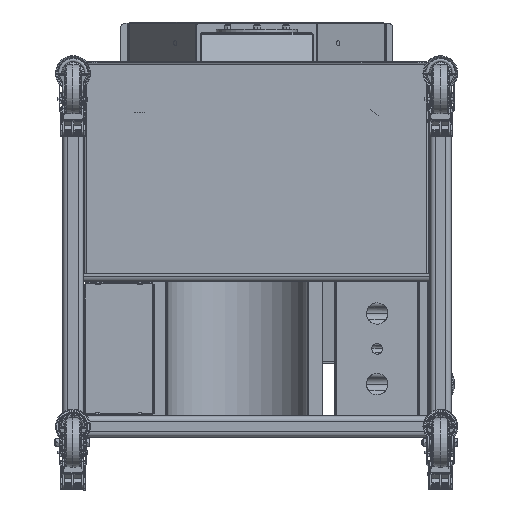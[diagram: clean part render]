
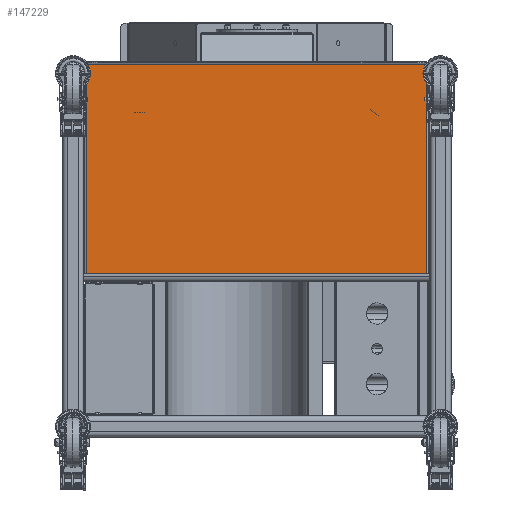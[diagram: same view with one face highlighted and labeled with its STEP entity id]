
A CAD part, front view. The second image highlights one B-rep face of the part: STEP entity #147229.
In plain terms, the highlighted planar face has unit normal (0, -1, 0).
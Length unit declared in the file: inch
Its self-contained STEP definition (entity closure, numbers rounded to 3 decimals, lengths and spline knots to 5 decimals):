
#16589 = EDGE_LOOP ( 'NONE', ( #58272, #185803, #113000, #226254 ) ) ;
#23310 = DIRECTION ( 'NONE',  ( 1., 0., 0. ) ) ;
#31031 = EDGE_CURVE ( 'Defeatured_313_2+Defeatured_313_7+Defeatured_313_5+Defeatured_313_4', #142569, #136983, #264457, .T. ) ;
#41294 = DIRECTION ( 'NONE',  ( 0., -1., 0. ) ) ;
#48026 = VECTOR ( 'NONE', #58533, 39.37008 ) ;
#55285 = CARTESIAN_POINT ( 'NONE',  ( -10.26848, -1.2097, -1.58259 ) ) ;
#58272 = ORIENTED_EDGE ( 'NONE', *, *, #171867, .T. ) ;
#58533 = DIRECTION ( 'NONE',  ( 0., 0., -1. ) ) ;
#65551 = CARTESIAN_POINT ( 'NONE',  ( 13.79402, -1.2097, -1.58259 ) ) ;
#69379 = VECTOR ( 'NONE', #23310, 39.37008 ) ;
#74511 = LINE ( 'NONE', #133854, #194185 ) ;
#74866 = VERTEX_POINT ( 'NONE', #178944 ) ;
#76374 = PLANE ( 'NONE',  #212828 ) ;
#77728 = DIRECTION ( 'NONE',  ( 0., 0., -1. ) ) ;
#99241 = FACE_OUTER_BOUND ( 'NONE', #16589, .T. ) ;
#108790 = EDGE_CURVE ( 'Defeatured_313_5+Defeatured_313_2+Defeatured_313_3+Defeatured_313_2', #142569, #211050, #249307, .T. ) ;
#113000 = ORIENTED_EDGE ( 'NONE', *, *, #31031, .T. ) ;
#127554 = LINE ( 'NONE', #65551, #242612 ) ;
#133854 = CARTESIAN_POINT ( 'NONE',  ( -10.39348, -1.2097, -1.58259 ) ) ;
#136983 = VERTEX_POINT ( 'NONE', #55285 ) ;
#142569 = VERTEX_POINT ( 'NONE', #188768 ) ;
#147229 = ADVANCED_FACE ( 'Defeatured_313_2', ( #99241 ), #76374, .T. ) ;
#162704 = DIRECTION ( 'NONE',  ( 0., 0., 1. ) ) ;
#171867 = EDGE_CURVE ( 'Defeatured_313_2+Defeatured_313_1+Defeatured_313_4+Defeatured_313_5', #74866, #211050, #127554, .T. ) ;
#178944 = CARTESIAN_POINT ( 'NONE',  ( 13.79402, -1.2097, -1.58259 ) ) ;
#185803 = ORIENTED_EDGE ( 'NONE', *, *, #108790, .F. ) ;
#188768 = CARTESIAN_POINT ( 'NONE',  ( -10.26848, -1.2097, 13.22991 ) ) ;
#194185 = VECTOR ( 'NONE', #238715, 39.37008 ) ;
#211050 = VERTEX_POINT ( 'NONE', #219505 ) ;
#212828 = AXIS2_PLACEMENT_3D ( 'NONE', #225711, #41294, #77728 ) ;
#219505 = CARTESIAN_POINT ( 'NONE',  ( 13.79402, -1.2097, 13.22991 ) ) ;
#225711 = CARTESIAN_POINT ( 'NONE',  ( 1.76277, -1.2097, 5.88616 ) ) ;
#226254 = ORIENTED_EDGE ( 'NONE', *, *, #260445, .F. ) ;
#230482 = CARTESIAN_POINT ( 'NONE',  ( -10.26848, -1.2097, 13.22991 ) ) ;
#238715 = DIRECTION ( 'NONE',  ( -1., 0., 0. ) ) ;
#242612 = VECTOR ( 'NONE', #162704, 39.37008 ) ;
#242946 = CARTESIAN_POINT ( 'NONE',  ( -10.26848, -1.2097, 13.35491 ) ) ;
#249307 = LINE ( 'NONE', #230482, #69379 ) ;
#260445 = EDGE_CURVE ( 'Defeatured_313_4+Defeatured_313_2+Defeatured_313_0+Defeatured_313_5', #74866, #136983, #74511, .T. ) ;
#264457 = LINE ( 'NONE', #242946, #48026 ) ;
